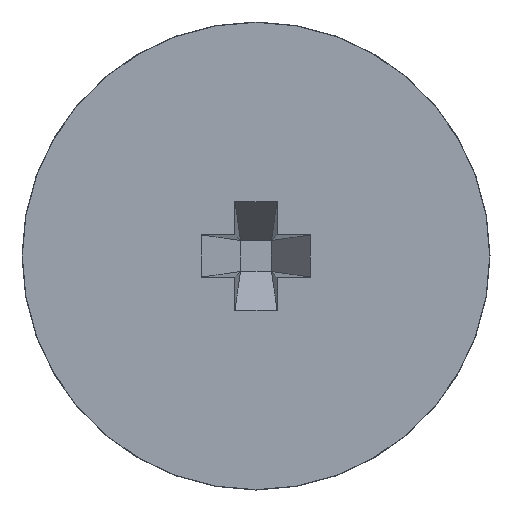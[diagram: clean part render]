
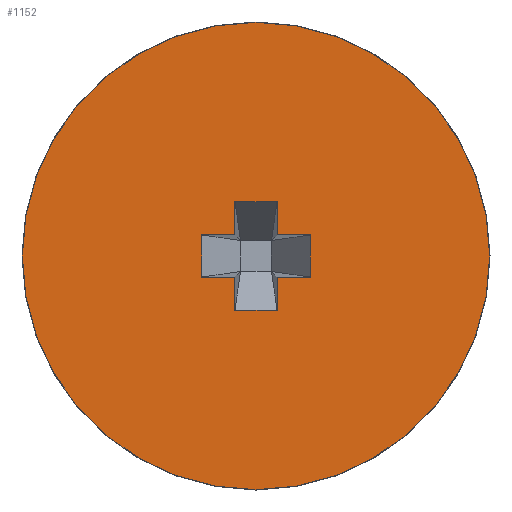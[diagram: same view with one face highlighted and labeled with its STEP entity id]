
A CAD part, left-side view. The second image highlights one B-rep face of the part: STEP entity #1152.
In plain terms, the highlighted planar face has unit normal (-1, 0, 0).
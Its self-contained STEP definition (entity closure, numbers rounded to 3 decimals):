
#19=FACE_BOUND('',#158,.T.);
#21=PLANE('',#1244);
#90=FACE_OUTER_BOUND('',#157,.T.);
#157=EDGE_LOOP('',(#898));
#158=EDGE_LOOP('',(#899,#900,#901,#902,#903,#904,#905,#906,#907,#908,#909,
#910));
#191=CIRCLE('',#1245,2.796);
#321=LINE('',#2792,#393);
#322=LINE('',#2794,#394);
#323=LINE('',#2796,#395);
#324=LINE('',#2798,#396);
#325=LINE('',#2800,#397);
#326=LINE('',#2802,#398);
#327=LINE('',#2804,#399);
#328=LINE('',#2806,#400);
#329=LINE('',#2808,#401);
#330=LINE('',#2810,#402);
#331=LINE('',#2812,#403);
#332=LINE('',#2813,#404);
#393=VECTOR('',#1430,10.);
#394=VECTOR('',#1431,10.);
#395=VECTOR('',#1432,10.);
#396=VECTOR('',#1433,10.);
#397=VECTOR('',#1434,10.);
#398=VECTOR('',#1435,10.);
#399=VECTOR('',#1436,10.);
#400=VECTOR('',#1437,10.);
#401=VECTOR('',#1438,10.);
#402=VECTOR('',#1439,10.);
#403=VECTOR('',#1440,10.);
#404=VECTOR('',#1441,10.);
#516=VERTEX_POINT('',#2788);
#517=VERTEX_POINT('',#2790);
#518=VERTEX_POINT('',#2791);
#519=VERTEX_POINT('',#2793);
#520=VERTEX_POINT('',#2795);
#521=VERTEX_POINT('',#2797);
#522=VERTEX_POINT('',#2799);
#523=VERTEX_POINT('',#2801);
#524=VERTEX_POINT('',#2803);
#525=VERTEX_POINT('',#2805);
#526=VERTEX_POINT('',#2807);
#527=VERTEX_POINT('',#2809);
#528=VERTEX_POINT('',#2811);
#675=EDGE_CURVE('',#516,#516,#191,.T.);
#676=EDGE_CURVE('',#517,#518,#321,.T.);
#677=EDGE_CURVE('',#519,#517,#322,.T.);
#678=EDGE_CURVE('',#520,#519,#323,.T.);
#679=EDGE_CURVE('',#521,#520,#324,.T.);
#680=EDGE_CURVE('',#522,#521,#325,.T.);
#681=EDGE_CURVE('',#523,#522,#326,.T.);
#682=EDGE_CURVE('',#524,#523,#327,.T.);
#683=EDGE_CURVE('',#525,#524,#328,.T.);
#684=EDGE_CURVE('',#526,#525,#329,.T.);
#685=EDGE_CURVE('',#527,#526,#330,.T.);
#686=EDGE_CURVE('',#528,#527,#331,.T.);
#687=EDGE_CURVE('',#518,#528,#332,.T.);
#898=ORIENTED_EDGE('',*,*,#675,.F.);
#899=ORIENTED_EDGE('',*,*,#676,.F.);
#900=ORIENTED_EDGE('',*,*,#677,.F.);
#901=ORIENTED_EDGE('',*,*,#678,.F.);
#902=ORIENTED_EDGE('',*,*,#679,.F.);
#903=ORIENTED_EDGE('',*,*,#680,.F.);
#904=ORIENTED_EDGE('',*,*,#681,.F.);
#905=ORIENTED_EDGE('',*,*,#682,.F.);
#906=ORIENTED_EDGE('',*,*,#683,.F.);
#907=ORIENTED_EDGE('',*,*,#684,.F.);
#908=ORIENTED_EDGE('',*,*,#685,.F.);
#909=ORIENTED_EDGE('',*,*,#686,.F.);
#910=ORIENTED_EDGE('',*,*,#687,.F.);
#1152=ADVANCED_FACE('',(#90,#19),#21,.F.);
#1244=AXIS2_PLACEMENT_3D('',#2787,#1426,#1427);
#1245=AXIS2_PLACEMENT_3D('',#2789,#1428,#1429);
#1426=DIRECTION('center_axis',(1.,0.,0.));
#1427=DIRECTION('ref_axis',(0.,1.,0.));
#1428=DIRECTION('center_axis',(1.,0.,0.));
#1429=DIRECTION('ref_axis',(0.,0.,-1.));
#1430=DIRECTION('',(0.,1.,0.));
#1431=DIRECTION('',(0.,0.,1.));
#1432=DIRECTION('',(0.,1.,0.));
#1433=DIRECTION('',(0.,0.,1.));
#1434=DIRECTION('',(0.,-1.,0.));
#1435=DIRECTION('',(0.,0.,1.));
#1436=DIRECTION('',(0.,-1.,0.));
#1437=DIRECTION('',(0.,0.,-1.));
#1438=DIRECTION('',(0.,-1.,0.));
#1439=DIRECTION('',(0.,0.,-1.));
#1440=DIRECTION('',(0.,1.,0.));
#1441=DIRECTION('',(0.,0.,-1.));
#2787=CARTESIAN_POINT('Origin',(1.,0.,0.));
#2788=CARTESIAN_POINT('',(1.,0.,2.796));
#2789=CARTESIAN_POINT('Origin',(1.,0.,0.));
#2790=CARTESIAN_POINT('',(1.,-0.253,0.65));
#2791=CARTESIAN_POINT('',(1.,0.253,0.65));
#2792=CARTESIAN_POINT('',(1.,0.,0.65));
#2793=CARTESIAN_POINT('',(1.,-0.253,0.253));
#2794=CARTESIAN_POINT('',(1.,-0.253,0.));
#2795=CARTESIAN_POINT('',(1.,-0.65,0.253));
#2796=CARTESIAN_POINT('',(1.,0.,0.253));
#2797=CARTESIAN_POINT('',(1.,-0.65,-0.253));
#2798=CARTESIAN_POINT('',(1.,-0.65,0.));
#2799=CARTESIAN_POINT('',(1.,-0.253,-0.253));
#2800=CARTESIAN_POINT('',(1.,0.,-0.253));
#2801=CARTESIAN_POINT('',(1.,-0.253,-0.65));
#2802=CARTESIAN_POINT('',(1.,-0.253,0.));
#2803=CARTESIAN_POINT('',(1.,0.253,-0.65));
#2804=CARTESIAN_POINT('',(1.,0.,-0.65));
#2805=CARTESIAN_POINT('',(1.,0.253,-0.253));
#2806=CARTESIAN_POINT('',(1.,0.253,0.));
#2807=CARTESIAN_POINT('',(1.,0.65,-0.253));
#2808=CARTESIAN_POINT('',(1.,0.,-0.253));
#2809=CARTESIAN_POINT('',(1.,0.65,0.253));
#2810=CARTESIAN_POINT('',(1.,0.65,0.));
#2811=CARTESIAN_POINT('',(1.,0.253,0.253));
#2812=CARTESIAN_POINT('',(1.,0.,0.253));
#2813=CARTESIAN_POINT('',(1.,0.253,0.));
